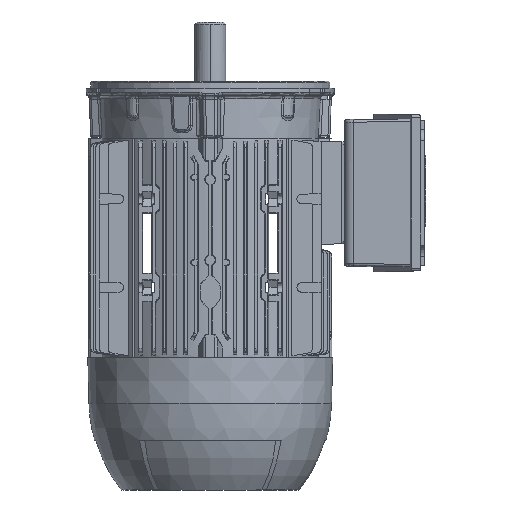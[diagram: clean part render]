
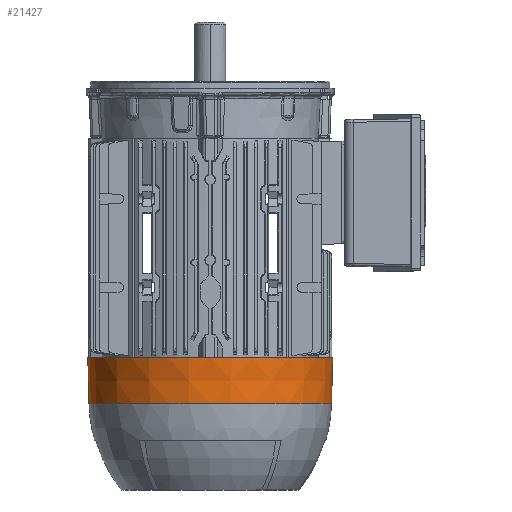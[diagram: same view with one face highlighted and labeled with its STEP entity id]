
A CAD part, front view. The second image highlights one B-rep face of the part: STEP entity #21427.
In plain terms, the highlighted conical face has half-angle 1.5 degrees and reference radius 110.35 mm.
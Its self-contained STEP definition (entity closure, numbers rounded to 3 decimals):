
#1039 = ORIENTED_EDGE ( 'NONE', *, *, #45678, .F. ) ;
#2007 = CONICAL_SURFACE ( 'NONE', #42878, 110.35, 0.026 ) ;
#2861 = ORIENTED_EDGE ( 'NONE', *, *, #35436, .T. ) ;
#4543 = CARTESIAN_POINT ( 'NONE',  ( 110.761, 0., -167.5 ) ) ;
#4853 = CARTESIAN_POINT ( 'NONE',  ( 0., 0., -167.5 ) ) ;
#5343 = CARTESIAN_POINT ( 'NONE',  ( 110.35, 0., -183.2 ) ) ;
#5702 = VERTEX_POINT ( 'NONE', #4543 ) ;
#6961 = ORIENTED_EDGE ( 'NONE', *, *, #49545, .F. ) ;
#12103 = VERTEX_POINT ( 'NONE', #20924 ) ;
#14612 = CIRCLE ( 'NONE', #61381, 109.669 ) ;
#16031 = DIRECTION ( 'NONE',  ( 1., 0., 0. ) ) ;
#16322 = LINE ( 'NONE', #5343, #63320 ) ;
#20924 = CARTESIAN_POINT ( 'NONE',  ( -109.669, 0., -209.2 ) ) ;
#21427 = ADVANCED_FACE ( 'NONE', ( #60686 ), #2007, .T. ) ;
#25905 = DIRECTION ( 'NONE',  ( 0., 0., 1. ) ) ;
#30478 = CARTESIAN_POINT ( 'NONE',  ( 109.669, 0., -209.2 ) ) ;
#31706 = VERTEX_POINT ( 'NONE', #30478 ) ;
#31935 = DIRECTION ( 'NONE',  ( 1., 0., 0. ) ) ;
#35436 = EDGE_CURVE ( 'NONE', #31706, #5702, #16322, .T. ) ;
#38492 = DIRECTION ( 'NONE',  ( 0., 0., 1. ) ) ;
#39235 = EDGE_LOOP ( 'NONE', ( #6961, #63455, #2861, #1039 ) ) ;
#42878 = AXIS2_PLACEMENT_3D ( 'NONE', #54105, #25905, #16031 ) ;
#43197 = CARTESIAN_POINT ( 'NONE',  ( 0., 0., -209.2 ) ) ;
#45233 = CIRCLE ( 'NONE', #48749, 110.761 ) ;
#45678 = EDGE_CURVE ( 'NONE', #63022, #5702, #45233, .T. ) ;
#48580 = CARTESIAN_POINT ( 'NONE',  ( -110.35, 0., -183.2 ) ) ;
#48749 = AXIS2_PLACEMENT_3D ( 'NONE', #4853, #38492, #31935 ) ;
#49545 = EDGE_CURVE ( 'NONE', #12103, #63022, #59590, .T. ) ;
#49614 = DIRECTION ( 'NONE',  ( 0.026, 0., 1. ) ) ;
#54085 = DIRECTION ( 'NONE',  ( -0.026, 0., 1. ) ) ;
#54105 = CARTESIAN_POINT ( 'NONE',  ( 0., 0., -183.2 ) ) ;
#54208 = DIRECTION ( 'NONE',  ( 0., 0., 1. ) ) ;
#54919 = EDGE_CURVE ( 'NONE', #12103, #31706, #14612, .T. ) ;
#59590 = LINE ( 'NONE', #48580, #70027 ) ;
#60062 = DIRECTION ( 'NONE',  ( 1., 0., 0. ) ) ;
#60686 = FACE_OUTER_BOUND ( 'NONE', #39235, .T. ) ;
#61381 = AXIS2_PLACEMENT_3D ( 'NONE', #43197, #54208, #60062 ) ;
#63022 = VERTEX_POINT ( 'NONE', #69923 ) ;
#63320 = VECTOR ( 'NONE', #49614, 1000. ) ;
#63455 = ORIENTED_EDGE ( 'NONE', *, *, #54919, .T. ) ;
#69923 = CARTESIAN_POINT ( 'NONE',  ( -110.761, 0., -167.5 ) ) ;
#70027 = VECTOR ( 'NONE', #54085, 1000. ) ;
